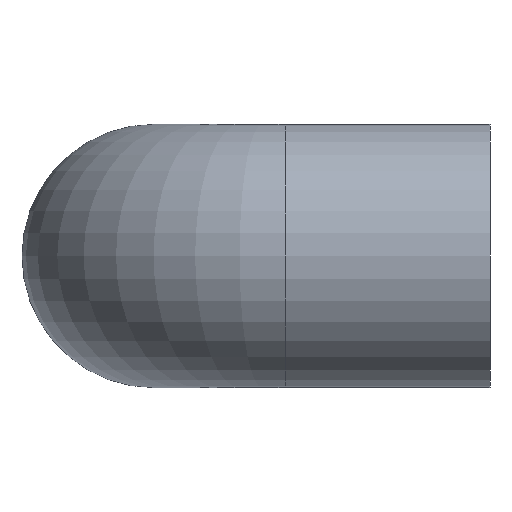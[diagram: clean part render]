
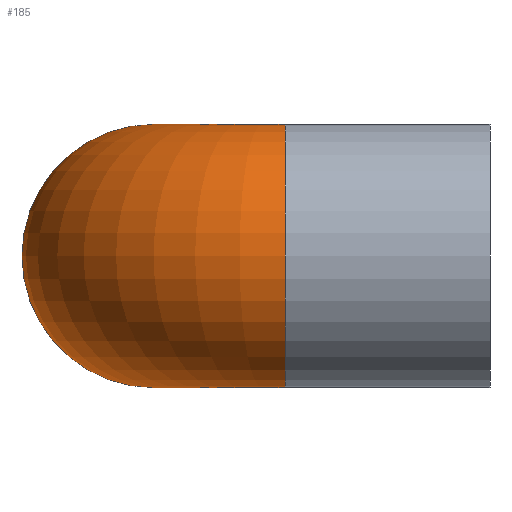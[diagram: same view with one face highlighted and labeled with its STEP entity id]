
A CAD part, left-side view. The second image highlights one B-rep face of the part: STEP entity #185.
In plain terms, the highlighted toroidal (fillet/blend) face has major radius 90 mm and minor radius 90 mm.
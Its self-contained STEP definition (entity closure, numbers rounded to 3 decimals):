
#4 = AXIS2_PLACEMENT_3D ( 'NONE', #413, #77, #235 ) ;
#12 = TOROIDAL_SURFACE ( 'NONE', #296, 90., 90. ) ;
#27 = CARTESIAN_POINT ( 'NONE',  ( 90., 140., 0. ) ) ;
#36 = ORIENTED_EDGE ( 'NONE', *, *, #338, .F. ) ;
#45 = DIRECTION ( 'NONE',  ( 0., 0., 1. ) ) ;
#66 = FACE_OUTER_BOUND ( 'NONE', #213, .T. ) ;
#70 = AXIS2_PLACEMENT_3D ( 'NONE', #202, #343, #484 ) ;
#71 = DIRECTION ( 'NONE',  ( 0., 0., 1. ) ) ;
#77 = DIRECTION ( 'NONE',  ( 1., 0., 0. ) ) ;
#79 = DIRECTION ( 'NONE',  ( 0., 0., 1. ) ) ;
#89 = AXIS2_PLACEMENT_3D ( 'NONE', #244, #384, #45 ) ;
#90 = VERTEX_POINT ( 'NONE', #292 ) ;
#109 = DIRECTION ( 'NONE',  ( 0., 0., 1. ) ) ;
#122 = VERTEX_POINT ( 'NONE', #402 ) ;
#124 = CIRCLE ( 'NONE', #392, 90. ) ;
#168 = EDGE_CURVE ( 'NONE', #449, #90, #436, .T. ) ;
#172 = VERTEX_POINT ( 'NONE', #404 ) ;
#185 = ADVANCED_FACE ( 'NONE', ( #66 ), #12, .T. ) ;
#190 = DIRECTION ( 'NONE',  ( 0., 0., -1. ) ) ;
#193 = CARTESIAN_POINT ( 'NONE',  ( 90., 230., 90. ) ) ;
#202 = CARTESIAN_POINT ( 'NONE',  ( 0., 140., 0. ) ) ;
#211 = AXIS2_PLACEMENT_3D ( 'NONE', #273, #415, #79 ) ;
#213 = EDGE_LOOP ( 'NONE', ( #475, #272, #383, #354, #36, #312 ) ) ;
#229 = VERTEX_POINT ( 'NONE', #193 ) ;
#230 = CIRCLE ( 'NONE', #4, 90. ) ;
#235 = DIRECTION ( 'NONE',  ( 0., 0., 1. ) ) ;
#237 = AXIS2_PLACEMENT_3D ( 'NONE', #297, #438, #109 ) ;
#244 = CARTESIAN_POINT ( 'NONE',  ( 0., 140., 0. ) ) ;
#265 = CARTESIAN_POINT ( 'NONE',  ( 0., 140., 0. ) ) ;
#270 = EDGE_CURVE ( 'NONE', #449, #172, #124, .T. ) ;
#272 = ORIENTED_EDGE ( 'NONE', *, *, #270, .T. ) ;
#273 = CARTESIAN_POINT ( 'NONE',  ( 90., 230., 0. ) ) ;
#287 = CIRCLE ( 'NONE', #70, 90. ) ;
#292 = CARTESIAN_POINT ( 'NONE',  ( 90., 230., -90. ) ) ;
#296 = AXIS2_PLACEMENT_3D ( 'NONE', #27, #190, #335 ) ;
#297 = CARTESIAN_POINT ( 'NONE',  ( 90., 230., 0. ) ) ;
#306 = CIRCLE ( 'NONE', #89, 90. ) ;
#312 = ORIENTED_EDGE ( 'NONE', *, *, #388, .F. ) ;
#335 = DIRECTION ( 'NONE',  ( -1., 0., 0. ) ) ;
#338 = EDGE_CURVE ( 'NONE', #229, #449, #230, .T. ) ;
#343 = DIRECTION ( 'NONE',  ( 0., 1., 0. ) ) ;
#353 = EDGE_CURVE ( 'NONE', #122, #449, #287, .T. ) ;
#354 = ORIENTED_EDGE ( 'NONE', *, *, #353, .T. ) ;
#383 = ORIENTED_EDGE ( 'NONE', *, *, #466, .T. ) ;
#384 = DIRECTION ( 'NONE',  ( 0., 1., 0. ) ) ;
#388 = EDGE_CURVE ( 'NONE', #90, #229, #408, .T. ) ;
#392 = AXIS2_PLACEMENT_3D ( 'NONE', #265, #409, #71 ) ;
#402 = CARTESIAN_POINT ( 'NONE',  ( 0., 140., 90. ) ) ;
#404 = CARTESIAN_POINT ( 'NONE',  ( 0., 140., -90. ) ) ;
#408 = CIRCLE ( 'NONE', #211, 90. ) ;
#409 = DIRECTION ( 'NONE',  ( 0., 1., 0. ) ) ;
#413 = CARTESIAN_POINT ( 'NONE',  ( 90., 230., 0. ) ) ;
#415 = DIRECTION ( 'NONE',  ( 1., 0., 0. ) ) ;
#436 = CIRCLE ( 'NONE', #237, 90. ) ;
#438 = DIRECTION ( 'NONE',  ( 1., 0., 0. ) ) ;
#449 = VERTEX_POINT ( 'NONE', #454 ) ;
#454 = CARTESIAN_POINT ( 'NONE',  ( 90., 140., 0. ) ) ;
#466 = EDGE_CURVE ( 'NONE', #172, #122, #306, .T. ) ;
#475 = ORIENTED_EDGE ( 'NONE', *, *, #168, .F. ) ;
#484 = DIRECTION ( 'NONE',  ( 0., 0., 1. ) ) ;
